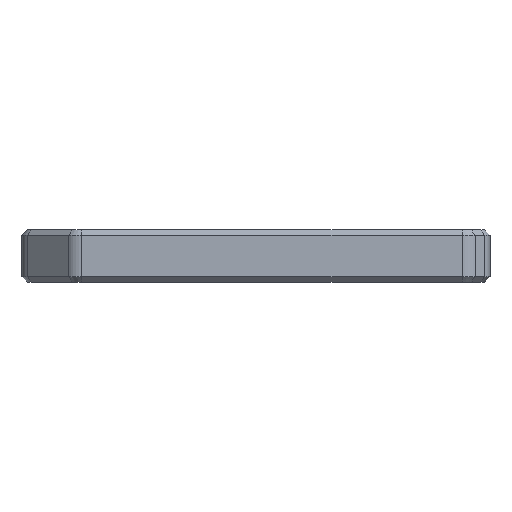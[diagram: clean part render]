
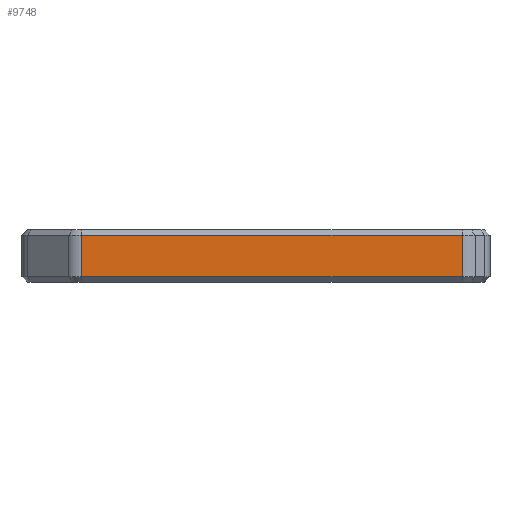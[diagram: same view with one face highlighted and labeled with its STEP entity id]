
A CAD part, left-side view. The second image highlights one B-rep face of the part: STEP entity #9748.
In plain terms, the highlighted planar face has unit normal (-1, 0, 0).
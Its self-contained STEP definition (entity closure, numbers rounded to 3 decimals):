
#1186 = CARTESIAN_POINT ( 'NONE',  ( -59.7, 36.473, 4.2 ) ) ;
#1200 = CARTESIAN_POINT ( 'NONE',  ( -59.7, -36.472, 4.2 ) ) ;
#1215 = CARTESIAN_POINT ( 'NONE',  ( -59.7, 36.473, -3.8 ) ) ;
#1994 = CARTESIAN_POINT ( 'NONE',  ( -59.7, -37.921, -3.8 ) ) ;
#3459 = LINE ( 'NONE', #1994, #17842 ) ;
#3728 = VERTEX_POINT ( 'NONE', #17617 ) ;
#4230 = VECTOR ( 'NONE', #21389, 1000. ) ;
#4418 = VERTEX_POINT ( 'NONE', #1200 ) ;
#5174 = VECTOR ( 'NONE', #13925, 1000. ) ;
#5446 = EDGE_LOOP ( 'NONE', ( #20517, #12753, #12207, #6493 ) ) ;
#5596 = EDGE_CURVE ( 'NONE', #4418, #13085, #8054, .T. ) ;
#5698 = EDGE_CURVE ( 'NONE', #13085, #16146, #6454, .T. ) ;
#5718 = CARTESIAN_POINT ( 'NONE',  ( -59.7, 55.373, 4.2 ) ) ;
#6454 = LINE ( 'NONE', #18495, #12232 ) ;
#6493 = ORIENTED_EDGE ( 'NONE', *, *, #13961, .T. ) ;
#6587 = LINE ( 'NONE', #8020, #4230 ) ;
#8020 = CARTESIAN_POINT ( 'NONE',  ( -59.7, -36.472, 2.1 ) ) ;
#8054 = LINE ( 'NONE', #5718, #5174 ) ;
#8277 = DIRECTION ( 'NONE',  ( 0., 0., -1. ) ) ;
#9203 = EDGE_CURVE ( 'NONE', #16146, #3728, #3459, .T. ) ;
#9748 = ADVANCED_FACE ( 'NONE', ( #20431 ), #10015, .T. ) ;
#10015 = PLANE ( 'NONE',  #19625 ) ;
#12207 = ORIENTED_EDGE ( 'NONE', *, *, #9203, .T. ) ;
#12232 = VECTOR ( 'NONE', #8277, 1000. ) ;
#12753 = ORIENTED_EDGE ( 'NONE', *, *, #5698, .T. ) ;
#13085 = VERTEX_POINT ( 'NONE', #1186 ) ;
#13373 = CARTESIAN_POINT ( 'NONE',  ( -59.7, -37.921, 2.1 ) ) ;
#13925 = DIRECTION ( 'NONE',  ( 0., 1., 0. ) ) ;
#13961 = EDGE_CURVE ( 'NONE', #3728, #4418, #6587, .T. ) ;
#15305 = DIRECTION ( 'NONE',  ( 0., -1., 0. ) ) ;
#16146 = VERTEX_POINT ( 'NONE', #1215 ) ;
#17617 = CARTESIAN_POINT ( 'NONE',  ( -59.7, -36.472, -3.8 ) ) ;
#17842 = VECTOR ( 'NONE', #15305, 1000. ) ;
#18495 = CARTESIAN_POINT ( 'NONE',  ( -59.7, 36.473, 2.1 ) ) ;
#18782 = DIRECTION ( 'NONE',  ( 0., -1., 0. ) ) ;
#19625 = AXIS2_PLACEMENT_3D ( 'NONE', #13373, #20398, #18782 ) ;
#20398 = DIRECTION ( 'NONE',  ( -1., 0., 0. ) ) ;
#20431 = FACE_OUTER_BOUND ( 'NONE', #5446, .T. ) ;
#20517 = ORIENTED_EDGE ( 'NONE', *, *, #5596, .T. ) ;
#21389 = DIRECTION ( 'NONE',  ( 0., 0., 1. ) ) ;
